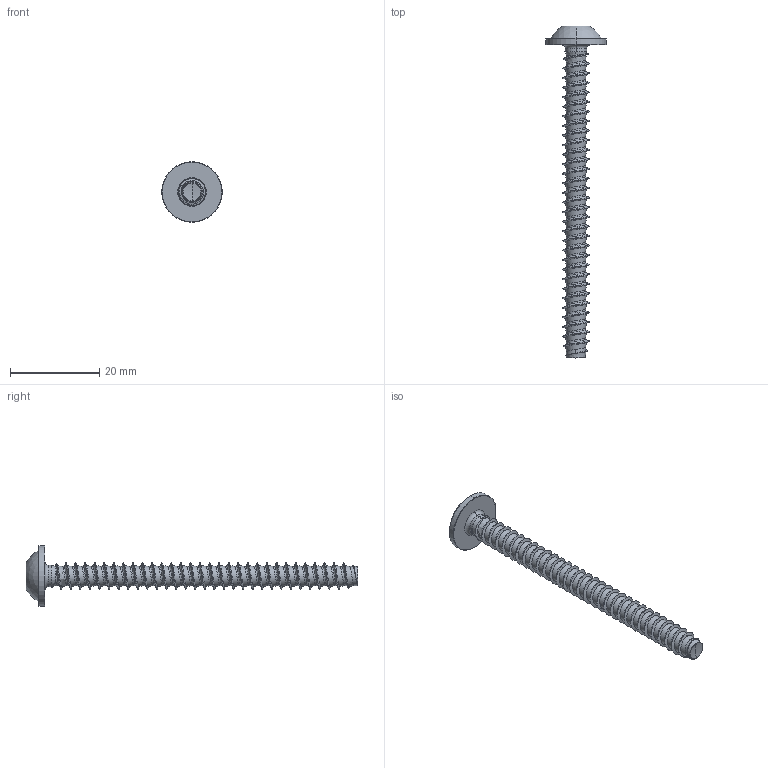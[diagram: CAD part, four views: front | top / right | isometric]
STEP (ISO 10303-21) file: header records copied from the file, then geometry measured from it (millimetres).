
FILE_DESCRIPTION (( 'STEP AP203' ), '1' );
FILE_NAME ('STP380600700.STEP', '2017-08-15T18:15:04', ( '' ), ( '' ), 'SwSTEP 2.0', 'SolidWorks 2015', '' );
FILE_SCHEMA (( 'CONFIG_CONTROL_DESIGN' ));
Length unit declared in the file: millimetre
Products named in the file (1): STP380600700
Bounding box: 13.5 x 74.2 x 13.5 mm (x, y, z)
Volume: 1516.5 mm3; surface area: 1983.3 mm2
Topology: 1 solids, 1 shells, 147 faces, 386 edges, 242 vertices
Faces by surface type: cylinder 88, bspline 35, cone 9, torus 8, sphere 4, plane 3
Entity records: 61103 total; most frequent: CARTESIAN_POINT 58000, ORIENTED_EDGE 768, DIRECTION 459, EDGE_CURVE 384, VERTEX_POINT 242, AXIS2_PLACEMENT_3D 179, B_SPLINE_CURVE_WITH_KNOTS 153, EDGE_LOOP 150
